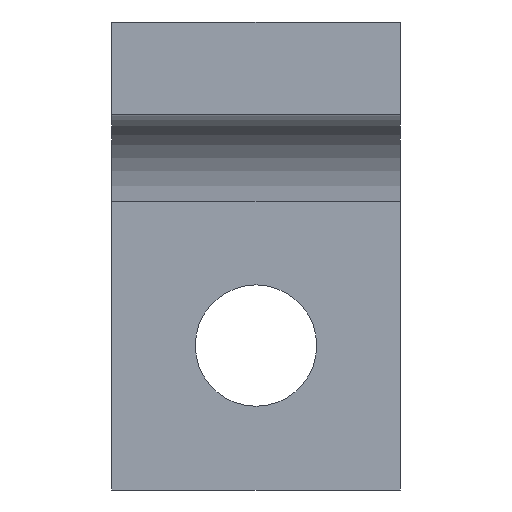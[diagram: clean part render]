
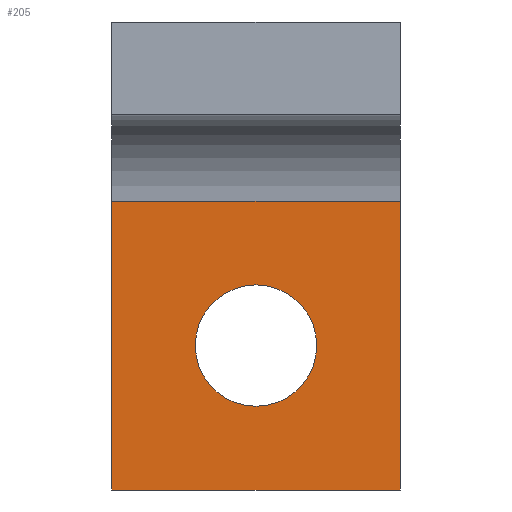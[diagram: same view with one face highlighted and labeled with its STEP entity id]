
A CAD part, left-side view. The second image highlights one B-rep face of the part: STEP entity #205.
In plain terms, the highlighted planar face has unit normal (-1, 0, 0).
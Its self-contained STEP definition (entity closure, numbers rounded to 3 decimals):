
#15=FACE_BOUND('',#41,.T.);
#19=PLANE('',#243);
#29=FACE_OUTER_BOUND('',#40,.T.);
#40=EDGE_LOOP('',(#154,#155,#156,#157));
#41=EDGE_LOOP('',(#158));
#54=LINE('',#323,#75);
#56=LINE('',#329,#77);
#57=LINE('',#331,#78);
#58=LINE('',#332,#79);
#75=VECTOR('',#267,10.);
#77=VECTOR('',#273,10.);
#78=VECTOR('',#274,10.);
#79=VECTOR('',#275,10.);
#95=CIRCLE('',#238,2.1);
#101=VERTEX_POINT('',#313);
#104=VERTEX_POINT('',#320);
#105=VERTEX_POINT('',#322);
#107=VERTEX_POINT('',#328);
#108=VERTEX_POINT('',#330);
#119=EDGE_CURVE('',#101,#101,#95,.T.);
#123=EDGE_CURVE('',#104,#105,#54,.T.);
#126=EDGE_CURVE('',#104,#107,#56,.T.);
#127=EDGE_CURVE('',#108,#107,#57,.T.);
#128=EDGE_CURVE('',#105,#108,#58,.T.);
#154=ORIENTED_EDGE('',*,*,#123,.F.);
#155=ORIENTED_EDGE('',*,*,#126,.T.);
#156=ORIENTED_EDGE('',*,*,#127,.F.);
#157=ORIENTED_EDGE('',*,*,#128,.F.);
#158=ORIENTED_EDGE('',*,*,#119,.T.);
#205=ADVANCED_FACE('',(#29,#15),#19,.T.);
#238=AXIS2_PLACEMENT_3D('',#314,#258,#259);
#243=AXIS2_PLACEMENT_3D('',#327,#271,#272);
#258=DIRECTION('center_axis',(1.,0.,0.));
#259=DIRECTION('ref_axis',(0.,0.,1.));
#267=DIRECTION('',(0.,-1.,0.));
#271=DIRECTION('center_axis',(-1.,0.,0.));
#272=DIRECTION('ref_axis',(0.,1.,0.));
#273=DIRECTION('',(0.,0.,-1.));
#274=DIRECTION('',(0.,1.,0.));
#275=DIRECTION('',(0.,0.,-1.));
#313=CARTESIAN_POINT('',(28.3,0.,-10.1));
#314=CARTESIAN_POINT('Origin',(28.3,0.,-8.));
#320=CARTESIAN_POINT('',(28.3,5.,-3.));
#322=CARTESIAN_POINT('',(28.3,-5.,-3.));
#323=CARTESIAN_POINT('',(28.3,-2.5,-3.));
#327=CARTESIAN_POINT('Origin',(28.3,-5.,0.));
#328=CARTESIAN_POINT('',(28.3,5.,-13.));
#329=CARTESIAN_POINT('',(28.3,5.,0.));
#330=CARTESIAN_POINT('',(28.3,-5.,-13.));
#331=CARTESIAN_POINT('',(28.3,-5.,-13.));
#332=CARTESIAN_POINT('',(28.3,-5.,0.));
